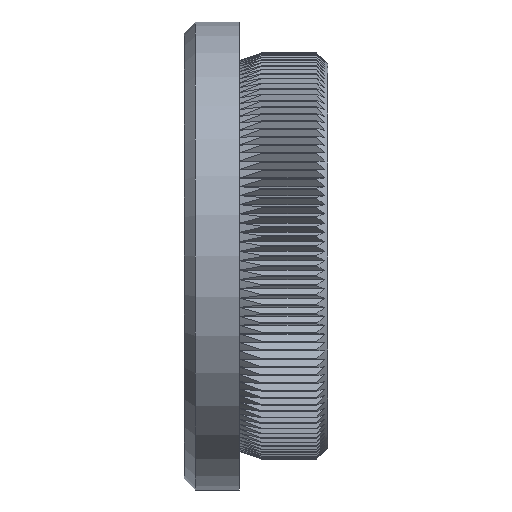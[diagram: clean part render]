
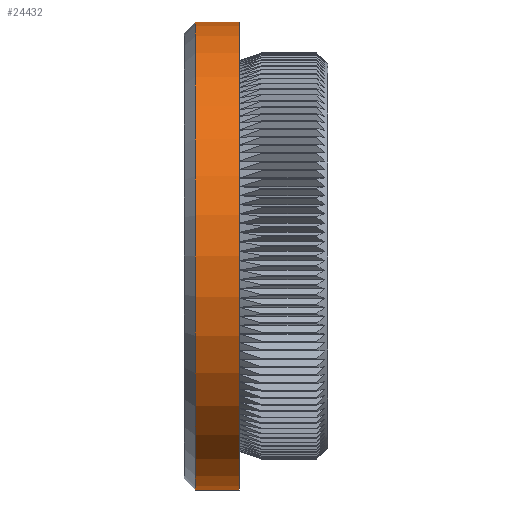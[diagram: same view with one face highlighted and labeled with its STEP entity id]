
A CAD part, left-side view. The second image highlights one B-rep face of the part: STEP entity #24432.
In plain terms, the highlighted cylindrical face has radius 21.2 mm (diameter 42.4 mm), a partial arc.
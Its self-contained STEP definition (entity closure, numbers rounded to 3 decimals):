
#642 = EDGE_LOOP ( 'NONE', ( #8757, #24656, #12759, #25490 ) ) ;
#917 = DIRECTION ( 'NONE',  ( 0., 0., 1. ) ) ;
#2109 = DIRECTION ( 'NONE',  ( 0., -1., 0. ) ) ;
#2428 = CIRCLE ( 'NONE', #27476, 21.2 ) ;
#2699 = AXIS2_PLACEMENT_3D ( 'NONE', #8738, #31509, #3552 ) ;
#2736 = EDGE_CURVE ( 'NONE', #15381, #13168, #4870, .T. ) ;
#3147 = LINE ( 'NONE', #24697, #4311 ) ;
#3552 = DIRECTION ( 'NONE',  ( 0., 0., -1. ) ) ;
#4311 = VECTOR ( 'NONE', #26333, 1000. ) ;
#4827 = CARTESIAN_POINT ( 'NONE',  ( 0., 0., -21.2 ) ) ;
#4870 = CIRCLE ( 'NONE', #2699, 21.2 ) ;
#6029 = VERTEX_POINT ( 'NONE', #26872 ) ;
#6971 = CARTESIAN_POINT ( 'NONE',  ( 0., 8., 21.2 ) ) ;
#7059 = EDGE_CURVE ( 'NONE', #27188, #13168, #17055, .T. ) ;
#7898 = DIRECTION ( 'NONE',  ( 0., -1., 0. ) ) ;
#7997 = FACE_OUTER_BOUND ( 'NONE', #642, .T. ) ;
#8654 = DIRECTION ( 'NONE',  ( 0., -1., 0. ) ) ;
#8738 = CARTESIAN_POINT ( 'NONE',  ( 0., 8., 0. ) ) ;
#8757 = ORIENTED_EDGE ( 'NONE', *, *, #27337, .F. ) ;
#9246 = EDGE_CURVE ( 'NONE', #6029, #27188, #2428, .T. ) ;
#12033 = CARTESIAN_POINT ( 'NONE',  ( 0., 0., 0. ) ) ;
#12730 = CARTESIAN_POINT ( 'NONE',  ( 0., 12., -21.2 ) ) ;
#12759 = ORIENTED_EDGE ( 'NONE', *, *, #7059, .T. ) ;
#13168 = VERTEX_POINT ( 'NONE', #20500 ) ;
#15381 = VERTEX_POINT ( 'NONE', #6971 ) ;
#16015 = CARTESIAN_POINT ( 'NONE',  ( 0., 12., 0. ) ) ;
#17055 = LINE ( 'NONE', #4827, #17850 ) ;
#17468 = CYLINDRICAL_SURFACE ( 'NONE', #23099, 21.2 ) ;
#17850 = VECTOR ( 'NONE', #7898, 1000. ) ;
#20500 = CARTESIAN_POINT ( 'NONE',  ( 0., 8., -21.2 ) ) ;
#23099 = AXIS2_PLACEMENT_3D ( 'NONE', #12033, #2109, #31960 ) ;
#24432 = ADVANCED_FACE ( 'NONE', ( #7997 ), #17468, .T. ) ;
#24656 = ORIENTED_EDGE ( 'NONE', *, *, #9246, .T. ) ;
#24697 = CARTESIAN_POINT ( 'NONE',  ( 0., 0., 21.2 ) ) ;
#25490 = ORIENTED_EDGE ( 'NONE', *, *, #2736, .F. ) ;
#26333 = DIRECTION ( 'NONE',  ( 0., -1., 0. ) ) ;
#26872 = CARTESIAN_POINT ( 'NONE',  ( 0., 12., 21.2 ) ) ;
#27188 = VERTEX_POINT ( 'NONE', #12730 ) ;
#27337 = EDGE_CURVE ( 'NONE', #6029, #15381, #3147, .T. ) ;
#27476 = AXIS2_PLACEMENT_3D ( 'NONE', #16015, #8654, #917 ) ;
#31509 = DIRECTION ( 'NONE',  ( 0., -1., 0. ) ) ;
#31960 = DIRECTION ( 'NONE',  ( 0., 0., -1. ) ) ;
